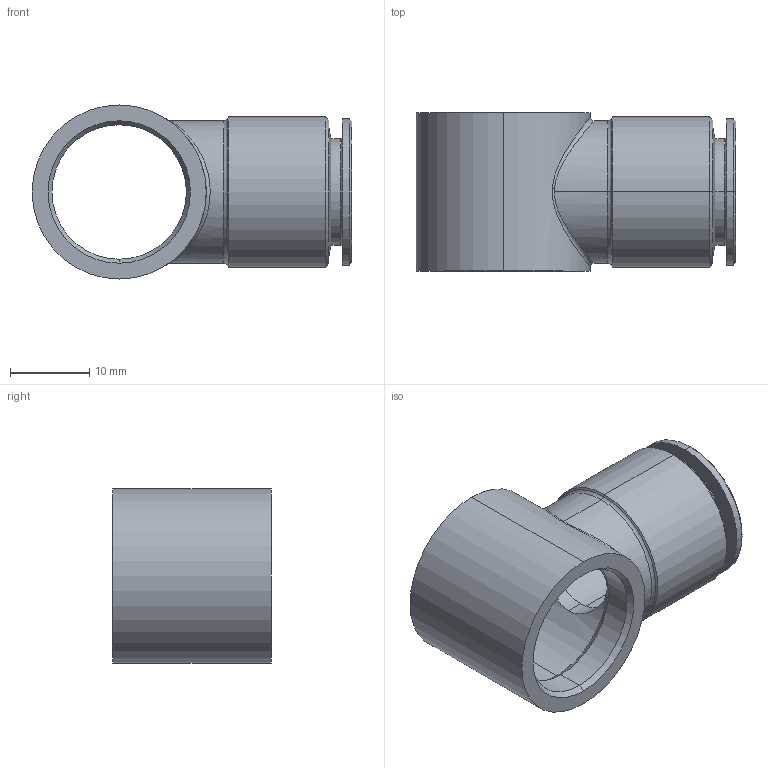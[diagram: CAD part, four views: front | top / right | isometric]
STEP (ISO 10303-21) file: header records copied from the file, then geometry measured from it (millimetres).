
FILE_DESCRIPTION (( 'STEP AP203' ), '1' );
FILE_NAME ('A0250063.STEP', '2009-12-10T10:30:58', ( '' ), ( 'sopra-pneumatic' ), 'SwSTEP 2.0', 'SolidWorks 2009', '' );
FILE_SCHEMA (( 'CONFIG_CONTROL_DESIGN' ));
Length unit declared in the file: millimetre
Products named in the file (1): A0250063
Bounding box: 40.4 x 20 x 22 mm (x, y, z)
Volume: 5495.5 mm3; surface area: 4774.3 mm2
Topology: 1 solids, 1 shells, 52 faces, 110 edges, 62 vertices
Faces by surface type: cone 22, cylinder 21, plane 5, bspline 2, torus 2
Entity records: 2744 total; most frequent: CARTESIAN_POINT 1530, DIRECTION 260, ORIENTED_EDGE 220, EDGE_CURVE 110, AXIS2_PLACEMENT_3D 109, VERTEX_POINT 62, EDGE_LOOP 58, CIRCLE 58
